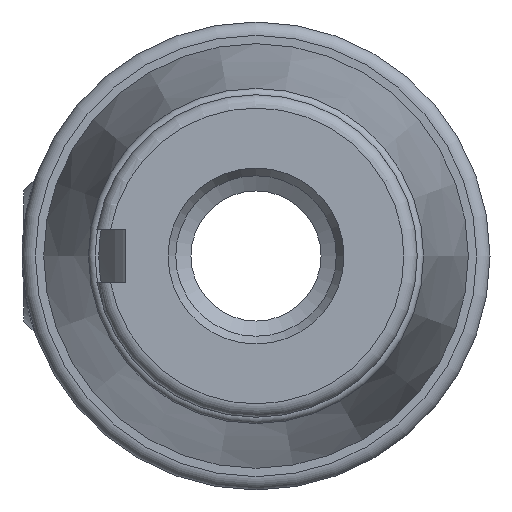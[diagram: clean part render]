
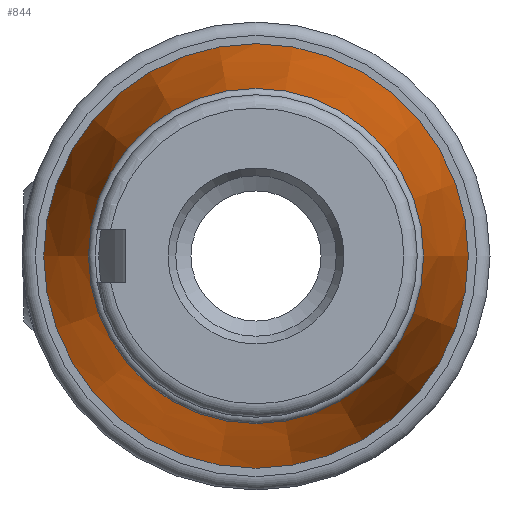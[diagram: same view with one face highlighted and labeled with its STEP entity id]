
A CAD part, left-side view. The second image highlights one B-rep face of the part: STEP entity #844.
In plain terms, the highlighted conical face has half-angle 8.425 degrees and reference radius 14.172 mm.
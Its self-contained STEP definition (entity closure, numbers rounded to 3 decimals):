
#105=LINE('',#1523,#156);
#156=VECTOR('',#1171,14.172);
#204=CONICAL_SURFACE('',#999,14.172,0.147);
#227=FACE_OUTER_BOUND('',#284,.T.);
#284=EDGE_LOOP('',(#652,#653,#654,#655,#656));
#347=CIRCLE('',#993,12.532);
#348=CIRCLE('',#994,12.532);
#352=CIRCLE('',#1000,15.875);
#409=VERTEX_POINT('',#1510);
#410=VERTEX_POINT('',#1511);
#413=VERTEX_POINT('',#1521);
#495=EDGE_CURVE('',#409,#410,#347,.T.);
#496=EDGE_CURVE('',#410,#409,#348,.T.);
#500=EDGE_CURVE('',#413,#413,#352,.T.);
#501=EDGE_CURVE('',#413,#410,#105,.T.);
#652=ORIENTED_EDGE('',*,*,#500,.F.);
#653=ORIENTED_EDGE('',*,*,#501,.T.);
#654=ORIENTED_EDGE('',*,*,#495,.F.);
#655=ORIENTED_EDGE('',*,*,#496,.F.);
#656=ORIENTED_EDGE('',*,*,#501,.F.);
#844=ADVANCED_FACE('',(#227),#204,.T.);
#993=AXIS2_PLACEMENT_3D('',#1512,#1155,#1156);
#994=AXIS2_PLACEMENT_3D('',#1513,#1157,#1158);
#999=AXIS2_PLACEMENT_3D('',#1520,#1167,#1168);
#1000=AXIS2_PLACEMENT_3D('',#1522,#1169,#1170);
#1155=DIRECTION('center_axis',(-1.,0.,0.));
#1156=DIRECTION('ref_axis',(0.,-1.,0.));
#1157=DIRECTION('center_axis',(-1.,0.,0.));
#1158=DIRECTION('ref_axis',(0.,-1.,0.));
#1167=DIRECTION('center_axis',(1.,0.,0.));
#1168=DIRECTION('ref_axis',(0.,1.,0.));
#1169=DIRECTION('center_axis',(1.,0.,0.));
#1170=DIRECTION('ref_axis',(0.,0.,-1.));
#1171=DIRECTION('',(-0.989,0.147,0.));
#1510=CARTESIAN_POINT('',(-22.573,0.,12.532));
#1511=CARTESIAN_POINT('',(-22.573,-12.532,0.));
#1512=CARTESIAN_POINT('Origin',(-22.573,0.,
0.));
#1513=CARTESIAN_POINT('Origin',(-22.573,0.,
0.));
#1520=CARTESIAN_POINT('Origin',(-11.5,0.,0.));
#1521=CARTESIAN_POINT('',(0.,-15.875,0.));
#1522=CARTESIAN_POINT('Origin',(0.,0.,0.));
#1523=CARTESIAN_POINT('',(-11.5,-14.172,0.));
